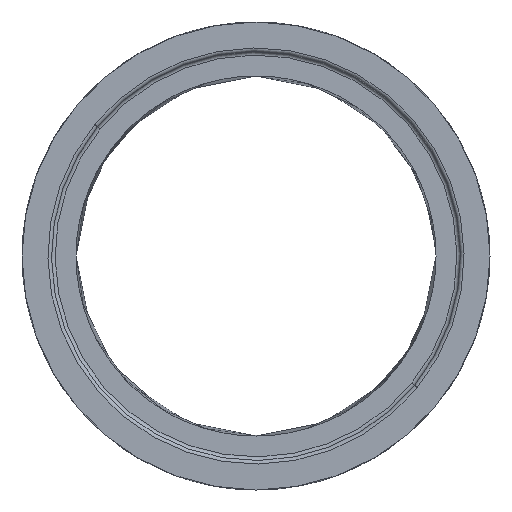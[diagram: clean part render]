
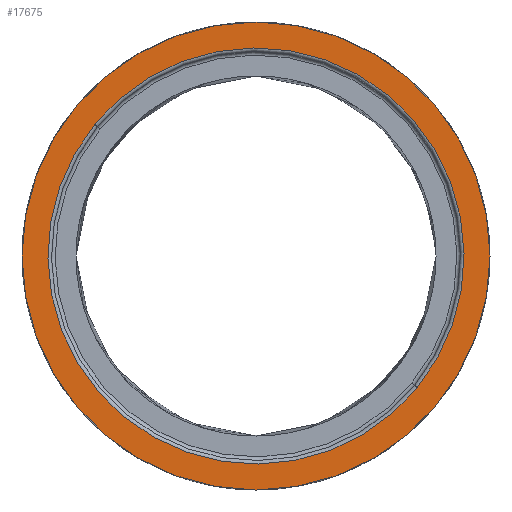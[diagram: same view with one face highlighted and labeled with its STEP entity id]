
A CAD part, front view. The second image highlights one B-rep face of the part: STEP entity #17675.
In plain terms, the highlighted face is planar.
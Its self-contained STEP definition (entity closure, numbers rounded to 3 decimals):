
#234 = VERTEX_POINT ( 'NONE', #10513 ) ;
#451 = ORIENTED_EDGE ( 'NONE', *, *, #11251, .T. ) ;
#562 = EDGE_LOOP ( 'NONE', ( #6098, #12163 ) ) ;
#595 = CIRCLE ( 'NONE', #13425, 578. ) ;
#1481 = DIRECTION ( 'NONE',  ( 0., 0., 1. ) ) ;
#2307 = EDGE_LOOP ( 'NONE', ( #3254, #451 ) ) ;
#3212 = DIRECTION ( 'NONE',  ( 0.775, 0.632, 0. ) ) ;
#3254 = ORIENTED_EDGE ( 'NONE', *, *, #16612, .T. ) ;
#3424 = CARTESIAN_POINT ( 'NONE',  ( 0., 0., -100. ) ) ;
#3432 = CARTESIAN_POINT ( 'NONE',  ( 0., 0., -100. ) ) ;
#4051 = CARTESIAN_POINT ( 'NONE',  ( 0., 0., -100. ) ) ;
#6098 = ORIENTED_EDGE ( 'NONE', *, *, #18229, .F. ) ;
#6121 = CIRCLE ( 'NONE', #9778, 650. ) ;
#6787 = AXIS2_PLACEMENT_3D ( 'NONE', #3424, #1481, #11691 ) ;
#7202 = AXIS2_PLACEMENT_3D ( 'NONE', #4051, #11273, #11040 ) ;
#8874 = VERTEX_POINT ( 'NONE', #8942 ) ;
#8942 = CARTESIAN_POINT ( 'NONE',  ( -650., 0., -100. ) ) ;
#9650 = PLANE ( 'NONE',  #7202 ) ;
#9778 = AXIS2_PLACEMENT_3D ( 'NONE', #14489, #16444, #12773 ) ;
#10077 = DIRECTION ( 'NONE',  ( 0., 0., 1. ) ) ;
#10513 = CARTESIAN_POINT ( 'NONE',  ( 650., 0., -100. ) ) ;
#10813 = DIRECTION ( 'NONE',  ( 0., 0., 1. ) ) ;
#11040 = DIRECTION ( 'NONE',  ( 1., 0., 0. ) ) ;
#11251 = EDGE_CURVE ( 'NONE', #15878, #17434, #16693, .T. ) ;
#11273 = DIRECTION ( 'NONE',  ( 0., 0., 1. ) ) ;
#11691 = DIRECTION ( 'NONE',  ( 1., 0., 0. ) ) ;
#12163 = ORIENTED_EDGE ( 'NONE', *, *, #15901, .F. ) ;
#12773 = DIRECTION ( 'NONE',  ( 1., 0., 0. ) ) ;
#13425 = AXIS2_PLACEMENT_3D ( 'NONE', #14159, #10813, #21153 ) ;
#13652 = CARTESIAN_POINT ( 'NONE',  ( -447.735, -365.537, -100. ) ) ;
#14124 = AXIS2_PLACEMENT_3D ( 'NONE', #3432, #10077, #3212 ) ;
#14159 = CARTESIAN_POINT ( 'NONE',  ( 0., 0., -100. ) ) ;
#14476 = CIRCLE ( 'NONE', #6787, 650. ) ;
#14489 = CARTESIAN_POINT ( 'NONE',  ( 0., 0., -100. ) ) ;
#14825 = FACE_OUTER_BOUND ( 'NONE', #562, .T. ) ;
#15878 = VERTEX_POINT ( 'NONE', #13652 ) ;
#15901 = EDGE_CURVE ( 'NONE', #8874, #234, #14476, .T. ) ;
#16444 = DIRECTION ( 'NONE',  ( 0., 0., 1. ) ) ;
#16612 = EDGE_CURVE ( 'NONE', #17434, #15878, #595, .T. ) ;
#16693 = CIRCLE ( 'NONE', #14124, 578. ) ;
#17434 = VERTEX_POINT ( 'NONE', #17481 ) ;
#17481 = CARTESIAN_POINT ( 'NONE',  ( 447.735, 365.537, -100. ) ) ;
#17675 = ADVANCED_FACE ( 'NONE', ( #19768, #14825 ), #9650, .F. ) ;
#18229 = EDGE_CURVE ( 'NONE', #234, #8874, #6121, .T. ) ;
#19768 = FACE_BOUND ( 'NONE', #2307, .T. ) ;
#21153 = DIRECTION ( 'NONE',  ( 0.775, 0.632, 0. ) ) ;
